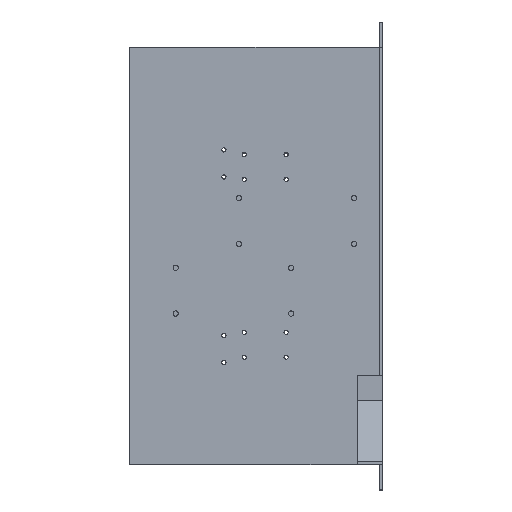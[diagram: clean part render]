
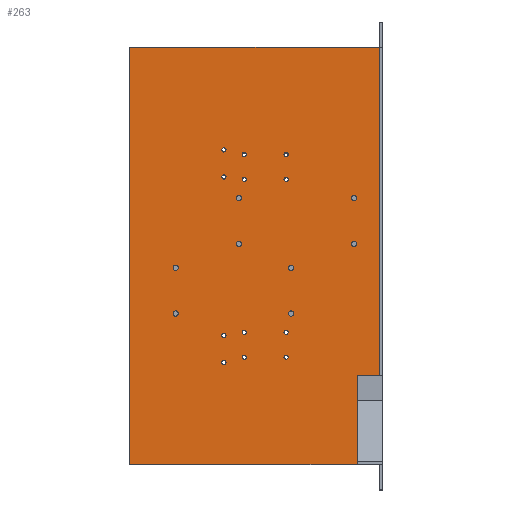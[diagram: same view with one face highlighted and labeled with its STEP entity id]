
A CAD part, top view. The second image highlights one B-rep face of the part: STEP entity #263.
In plain terms, the highlighted planar face has unit normal (0, 0, 1).
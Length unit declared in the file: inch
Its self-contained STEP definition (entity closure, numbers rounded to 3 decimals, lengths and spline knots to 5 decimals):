
#128=CIRCLE('',#1790,0.0415);
#129=CIRCLE('',#1791,0.0415);
#130=CIRCLE('',#1792,0.04134);
#131=CIRCLE('',#1793,0.04134);
#132=CIRCLE('',#1794,0.04134);
#133=CIRCLE('',#1795,0.04134);
#134=CIRCLE('',#1796,0.0415);
#135=CIRCLE('',#1797,0.0415);
#136=CIRCLE('',#1798,0.0415);
#137=CIRCLE('',#1799,0.0415);
#138=CIRCLE('',#1800,0.052);
#139=CIRCLE('',#1801,0.052);
#140=CIRCLE('',#1802,0.052);
#141=CIRCLE('',#1803,0.0415);
#142=CIRCLE('',#1804,0.052);
#143=CIRCLE('',#1805,0.0415);
#144=CIRCLE('',#1806,0.052);
#145=CIRCLE('',#1807,0.052);
#146=CIRCLE('',#1808,0.052);
#147=CIRCLE('',#1809,0.052);
#263=ADVANCED_FACE('',(#404,#405,#406,#407,#408,#409,#410,#411,#412,#413,
#414,#415,#416,#417,#418,#419,#420,#421,#422,#423,#424),#356,.F.);
#356=PLANE('',#1810);
#404=FACE_BOUND('',#576,.T.);
#405=FACE_BOUND('',#577,.T.);
#406=FACE_BOUND('',#578,.T.);
#407=FACE_BOUND('',#579,.T.);
#408=FACE_BOUND('',#580,.T.);
#409=FACE_BOUND('',#581,.T.);
#410=FACE_BOUND('',#582,.T.);
#411=FACE_BOUND('',#583,.T.);
#412=FACE_BOUND('',#584,.T.);
#413=FACE_BOUND('',#585,.T.);
#414=FACE_BOUND('',#586,.T.);
#415=FACE_BOUND('',#587,.T.);
#416=FACE_BOUND('',#588,.T.);
#417=FACE_BOUND('',#589,.T.);
#418=FACE_BOUND('',#590,.T.);
#419=FACE_BOUND('',#591,.T.);
#420=FACE_BOUND('',#592,.T.);
#421=FACE_BOUND('',#593,.T.);
#422=FACE_BOUND('',#594,.T.);
#423=FACE_BOUND('',#595,.T.);
#424=FACE_BOUND('',#596,.T.);
#576=EDGE_LOOP('',(#830));
#577=EDGE_LOOP('',(#831));
#578=EDGE_LOOP('',(#832));
#579=EDGE_LOOP('',(#833));
#580=EDGE_LOOP('',(#834));
#581=EDGE_LOOP('',(#835));
#582=EDGE_LOOP('',(#836));
#583=EDGE_LOOP('',(#837));
#584=EDGE_LOOP('',(#838));
#585=EDGE_LOOP('',(#839));
#586=EDGE_LOOP('',(#840));
#587=EDGE_LOOP('',(#841));
#588=EDGE_LOOP('',(#842));
#589=EDGE_LOOP('',(#843));
#590=EDGE_LOOP('',(#844));
#591=EDGE_LOOP('',(#845));
#592=EDGE_LOOP('',(#846));
#593=EDGE_LOOP('',(#847));
#594=EDGE_LOOP('',(#848));
#595=EDGE_LOOP('',(#849));
#596=EDGE_LOOP('',(#850,#851,#852,#853,#854,#855));
#830=ORIENTED_EDGE('',*,*,#1379,.F.);
#831=ORIENTED_EDGE('',*,*,#1380,.F.);
#832=ORIENTED_EDGE('',*,*,#1381,.F.);
#833=ORIENTED_EDGE('',*,*,#1382,.F.);
#834=ORIENTED_EDGE('',*,*,#1383,.F.);
#835=ORIENTED_EDGE('',*,*,#1384,.F.);
#836=ORIENTED_EDGE('',*,*,#1385,.F.);
#837=ORIENTED_EDGE('',*,*,#1386,.F.);
#838=ORIENTED_EDGE('',*,*,#1387,.F.);
#839=ORIENTED_EDGE('',*,*,#1388,.F.);
#840=ORIENTED_EDGE('',*,*,#1389,.F.);
#841=ORIENTED_EDGE('',*,*,#1390,.F.);
#842=ORIENTED_EDGE('',*,*,#1391,.F.);
#843=ORIENTED_EDGE('',*,*,#1392,.F.);
#844=ORIENTED_EDGE('',*,*,#1393,.F.);
#845=ORIENTED_EDGE('',*,*,#1394,.F.);
#846=ORIENTED_EDGE('',*,*,#1395,.F.);
#847=ORIENTED_EDGE('',*,*,#1396,.F.);
#848=ORIENTED_EDGE('',*,*,#1397,.F.);
#849=ORIENTED_EDGE('',*,*,#1398,.F.);
#850=ORIENTED_EDGE('',*,*,#1367,.F.);
#851=ORIENTED_EDGE('',*,*,#1399,.F.);
#852=ORIENTED_EDGE('',*,*,#1400,.F.);
#853=ORIENTED_EDGE('',*,*,#1374,.F.);
#854=ORIENTED_EDGE('',*,*,#1401,.T.);
#855=ORIENTED_EDGE('',*,*,#1344,.T.);
#1184=VERTEX_POINT('',#2429);
#1185=VERTEX_POINT('',#2431);
#1202=VERTEX_POINT('',#2475);
#1206=VERTEX_POINT('',#2487);
#1207=VERTEX_POINT('',#2489);
#1210=VERTEX_POINT('',#2498);
#1211=VERTEX_POINT('',#2500);
#1212=VERTEX_POINT('',#2502);
#1213=VERTEX_POINT('',#2504);
#1214=VERTEX_POINT('',#2506);
#1215=VERTEX_POINT('',#2508);
#1216=VERTEX_POINT('',#2510);
#1217=VERTEX_POINT('',#2512);
#1218=VERTEX_POINT('',#2514);
#1219=VERTEX_POINT('',#2516);
#1220=VERTEX_POINT('',#2518);
#1221=VERTEX_POINT('',#2520);
#1222=VERTEX_POINT('',#2522);
#1223=VERTEX_POINT('',#2524);
#1224=VERTEX_POINT('',#2526);
#1225=VERTEX_POINT('',#2528);
#1226=VERTEX_POINT('',#2530);
#1227=VERTEX_POINT('',#2532);
#1228=VERTEX_POINT('',#2534);
#1229=VERTEX_POINT('',#2536);
#1230=VERTEX_POINT('',#2538);
#1344=EDGE_CURVE('',#1185,#1184,#1544,.T.);
#1367=EDGE_CURVE('',#1202,#1184,#1567,.T.);
#1374=EDGE_CURVE('',#1206,#1207,#1574,.T.);
#1379=EDGE_CURVE('',#1210,#1210,#128,.T.);
#1380=EDGE_CURVE('',#1211,#1211,#129,.T.);
#1381=EDGE_CURVE('',#1212,#1212,#130,.T.);
#1382=EDGE_CURVE('',#1213,#1213,#131,.T.);
#1383=EDGE_CURVE('',#1214,#1214,#132,.T.);
#1384=EDGE_CURVE('',#1215,#1215,#133,.T.);
#1385=EDGE_CURVE('',#1216,#1216,#134,.T.);
#1386=EDGE_CURVE('',#1217,#1217,#135,.T.);
#1387=EDGE_CURVE('',#1218,#1218,#136,.T.);
#1388=EDGE_CURVE('',#1219,#1219,#137,.T.);
#1389=EDGE_CURVE('',#1220,#1220,#138,.T.);
#1390=EDGE_CURVE('',#1221,#1221,#139,.T.);
#1391=EDGE_CURVE('',#1222,#1222,#140,.T.);
#1392=EDGE_CURVE('',#1223,#1223,#141,.T.);
#1393=EDGE_CURVE('',#1224,#1224,#142,.T.);
#1394=EDGE_CURVE('',#1225,#1225,#143,.T.);
#1395=EDGE_CURVE('',#1226,#1226,#144,.T.);
#1396=EDGE_CURVE('',#1227,#1227,#145,.T.);
#1397=EDGE_CURVE('',#1228,#1228,#146,.T.);
#1398=EDGE_CURVE('',#1229,#1229,#147,.T.);
#1399=EDGE_CURVE('',#1230,#1202,#1579,.T.);
#1400=EDGE_CURVE('',#1207,#1230,#1580,.T.);
#1401=EDGE_CURVE('',#1206,#1185,#1581,.T.);
#1544=LINE('',#2430,#1664);
#1567=LINE('',#2477,#1687);
#1574=LINE('',#2488,#1694);
#1579=LINE('',#2537,#1699);
#1580=LINE('',#2539,#1700);
#1581=LINE('',#2540,#1701);
#1664=VECTOR('',#1960,1.);
#1687=VECTOR('',#1993,1.);
#1694=VECTOR('',#2002,1.);
#1699=VECTOR('',#2049,1.);
#1700=VECTOR('',#2050,1.);
#1701=VECTOR('',#2051,1.);
#1790=AXIS2_PLACEMENT_3D('',#2497,#2009,#2010);
#1791=AXIS2_PLACEMENT_3D('',#2499,#2011,#2012);
#1792=AXIS2_PLACEMENT_3D('',#2501,#2013,#2014);
#1793=AXIS2_PLACEMENT_3D('',#2503,#2015,#2016);
#1794=AXIS2_PLACEMENT_3D('',#2505,#2017,#2018);
#1795=AXIS2_PLACEMENT_3D('',#2507,#2019,#2020);
#1796=AXIS2_PLACEMENT_3D('',#2509,#2021,#2022);
#1797=AXIS2_PLACEMENT_3D('',#2511,#2023,#2024);
#1798=AXIS2_PLACEMENT_3D('',#2513,#2025,#2026);
#1799=AXIS2_PLACEMENT_3D('',#2515,#2027,#2028);
#1800=AXIS2_PLACEMENT_3D('',#2517,#2029,#2030);
#1801=AXIS2_PLACEMENT_3D('',#2519,#2031,#2032);
#1802=AXIS2_PLACEMENT_3D('',#2521,#2033,#2034);
#1803=AXIS2_PLACEMENT_3D('',#2523,#2035,#2036);
#1804=AXIS2_PLACEMENT_3D('',#2525,#2037,#2038);
#1805=AXIS2_PLACEMENT_3D('',#2527,#2039,#2040);
#1806=AXIS2_PLACEMENT_3D('',#2529,#2041,#2042);
#1807=AXIS2_PLACEMENT_3D('',#2531,#2043,#2044);
#1808=AXIS2_PLACEMENT_3D('',#2533,#2045,#2046);
#1809=AXIS2_PLACEMENT_3D('',#2535,#2047,#2048);
#1810=AXIS2_PLACEMENT_3D('',#2541,#2052,#2053);
#1960=DIRECTION('',(0.,-1.,0.));
#1993=DIRECTION('',(-1.,0.,0.));
#2002=DIRECTION('',(0.,-1.,0.));
#2009=DIRECTION('',(0.,0.,1.));
#2010=DIRECTION('',(0.,1.,0.));
#2011=DIRECTION('',(0.,0.,1.));
#2012=DIRECTION('',(0.,1.,0.));
#2013=DIRECTION('',(0.,0.,1.));
#2014=DIRECTION('',(0.,1.,0.));
#2015=DIRECTION('',(0.,0.,1.));
#2016=DIRECTION('',(0.,1.,0.));
#2017=DIRECTION('',(0.,0.,1.));
#2018=DIRECTION('',(0.,1.,0.));
#2019=DIRECTION('',(0.,0.,1.));
#2020=DIRECTION('',(0.,1.,0.));
#2021=DIRECTION('',(0.,0.,1.));
#2022=DIRECTION('',(0.,1.,0.));
#2023=DIRECTION('',(0.,0.,1.));
#2024=DIRECTION('',(0.,1.,0.));
#2025=DIRECTION('',(0.,0.,1.));
#2026=DIRECTION('',(0.,1.,0.));
#2027=DIRECTION('',(0.,0.,1.));
#2028=DIRECTION('',(0.,1.,0.));
#2029=DIRECTION('',(0.,0.,1.));
#2030=DIRECTION('',(0.,1.,0.));
#2031=DIRECTION('',(0.,0.,1.));
#2032=DIRECTION('',(0.,1.,0.));
#2033=DIRECTION('',(0.,0.,1.));
#2034=DIRECTION('',(0.,1.,0.));
#2035=DIRECTION('',(0.,0.,1.));
#2036=DIRECTION('',(0.,1.,0.));
#2037=DIRECTION('',(0.,0.,1.));
#2038=DIRECTION('',(0.,1.,0.));
#2039=DIRECTION('',(0.,0.,1.));
#2040=DIRECTION('',(0.,1.,0.));
#2041=DIRECTION('',(0.,0.,1.));
#2042=DIRECTION('',(0.,1.,0.));
#2043=DIRECTION('',(0.,0.,1.));
#2044=DIRECTION('',(0.,1.,0.));
#2045=DIRECTION('',(0.,0.,1.));
#2046=DIRECTION('',(0.,1.,0.));
#2047=DIRECTION('',(0.,0.,1.));
#2048=DIRECTION('',(0.,1.,0.));
#2049=DIRECTION('',(0.,-1.,0.));
#2050=DIRECTION('',(-1.,0.,0.));
#2051=DIRECTION('',(-1.,0.,0.));
#2052=DIRECTION('',(0.,0.,-1.));
#2053=DIRECTION('',(0.,-1.,0.));
#2429=CARTESIAN_POINT('',(0.,-4.125,3.1));
#2430=CARTESIAN_POINT('',(0.,4.125,3.1));
#2431=CARTESIAN_POINT('',(0.,4.125,3.1));
#2475=CARTESIAN_POINT('',(4.5,-4.125,3.1));
#2477=CARTESIAN_POINT('',(5.,-4.125,3.1));
#2487=CARTESIAN_POINT('',(5.,4.125,3.1));
#2488=CARTESIAN_POINT('',(5.,4.125,3.1));
#2489=CARTESIAN_POINT('',(5.,-2.37044,3.1));
#2497=CARTESIAN_POINT('',(2.26918,2.0041,3.1));
#2498=CARTESIAN_POINT('',(2.26918,2.0456,3.1));
#2499=CARTESIAN_POINT('',(2.26918,1.5122,3.1));
#2500=CARTESIAN_POINT('',(2.26918,1.5537,3.1));
#2501=CARTESIAN_POINT('',(1.86543,2.09418,3.1));
#2502=CARTESIAN_POINT('',(1.86543,2.13551,3.1));
#2503=CARTESIAN_POINT('',(1.86543,1.55918,3.1));
#2504=CARTESIAN_POINT('',(1.86543,1.60051,3.1));
#2505=CARTESIAN_POINT('',(1.86543,-1.57554,3.1));
#2506=CARTESIAN_POINT('',(1.86543,-1.5342,3.1));
#2507=CARTESIAN_POINT('',(1.86543,-2.11052,3.1));
#2508=CARTESIAN_POINT('',(1.86543,-2.06918,3.1));
#2509=CARTESIAN_POINT('',(3.0949,1.5122,3.1));
#2510=CARTESIAN_POINT('',(3.0949,1.5537,3.1));
#2511=CARTESIAN_POINT('',(3.0949,-1.5122,3.1));
#2512=CARTESIAN_POINT('',(3.0949,-1.4707,3.1));
#2513=CARTESIAN_POINT('',(3.0949,-2.0055,3.1));
#2514=CARTESIAN_POINT('',(3.0949,-1.964,3.1));
#2515=CARTESIAN_POINT('',(2.2685,-1.5135,3.1));
#2516=CARTESIAN_POINT('',(2.2685,-1.472,3.1));
#2517=CARTESIAN_POINT('',(4.44143,0.2366,3.1));
#2518=CARTESIAN_POINT('',(4.44143,0.2886,3.1));
#2519=CARTESIAN_POINT('',(3.1939,-0.2366,3.1));
#2520=CARTESIAN_POINT('',(3.1939,-0.1846,3.1));
#2521=CARTESIAN_POINT('',(3.1939,-1.1433,3.1));
#2522=CARTESIAN_POINT('',(3.1939,-1.0913,3.1));
#2523=CARTESIAN_POINT('',(3.0949,2.0041,3.1));
#2524=CARTESIAN_POINT('',(3.0949,2.0456,3.1));
#2525=CARTESIAN_POINT('',(0.911,-1.1433,3.1));
#2526=CARTESIAN_POINT('',(0.911,-1.0913,3.1));
#2527=CARTESIAN_POINT('',(2.2685,-2.0055,3.1));
#2528=CARTESIAN_POINT('',(2.2685,-1.964,3.1));
#2529=CARTESIAN_POINT('',(2.1608,1.142,3.1));
#2530=CARTESIAN_POINT('',(2.1608,1.194,3.1));
#2531=CARTESIAN_POINT('',(2.1608,0.2366,3.1));
#2532=CARTESIAN_POINT('',(2.1608,0.2886,3.1));
#2533=CARTESIAN_POINT('',(0.911,-0.238,3.1));
#2534=CARTESIAN_POINT('',(0.911,-0.186,3.1));
#2535=CARTESIAN_POINT('',(4.44143,1.142,3.1));
#2536=CARTESIAN_POINT('',(4.44143,1.194,3.1));
#2537=CARTESIAN_POINT('',(4.5,-2.37044,3.1));
#2538=CARTESIAN_POINT('',(4.5,-2.37044,3.1));
#2539=CARTESIAN_POINT('',(5.,-2.37044,3.1));
#2540=CARTESIAN_POINT('',(5.,4.125,3.1));
#2541=CARTESIAN_POINT('',(5.,4.125,3.1));
